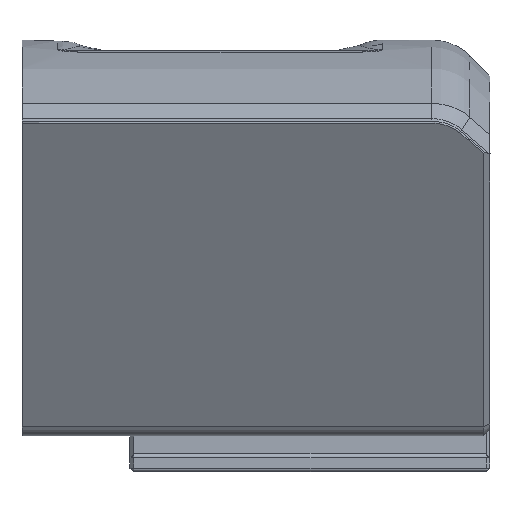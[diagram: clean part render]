
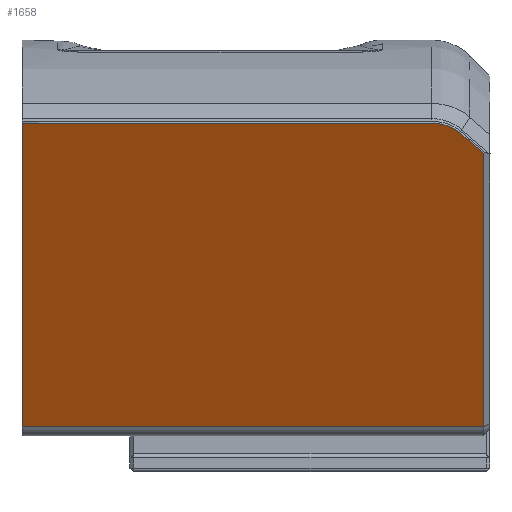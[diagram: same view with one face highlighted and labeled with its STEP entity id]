
A CAD part, left-side view. The second image highlights one B-rep face of the part: STEP entity #1658.
In plain terms, the highlighted planar face has unit normal (-0.866, 0, -0.5).
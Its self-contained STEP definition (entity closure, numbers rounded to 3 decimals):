
#79 = ORIENTED_EDGE ( 'NONE', *, *, #3505, .T. ) ;
#226 = EDGE_CURVE ( 'NONE', #5655, #1473, #4373, .T. ) ;
#244 = CARTESIAN_POINT ( 'NONE',  ( -24.306, 130., 42.5 ) ) ;
#303 = CARTESIAN_POINT ( 'NONE',  ( -71.608, 8.637, 124.429 ) ) ;
#455 = LINE ( 'NONE', #1346, #786 ) ;
#504 = VECTOR ( 'NONE', #721, 1000. ) ;
#602 = VECTOR ( 'NONE', #1969, 1000. ) ;
#669 = VERTEX_POINT ( 'NONE', #1597 ) ;
#700 = CARTESIAN_POINT ( 'NONE',  ( -72.956, 14.333, 126.763 ) ) ;
#721 = DIRECTION ( 'NONE',  ( 0., 1., 0. ) ) ;
#786 = VECTOR ( 'NONE', #4094, 1000. ) ;
#1346 = CARTESIAN_POINT ( 'NONE',  ( 0.173, 1.8, 0.1 ) ) ;
#1473 = VERTEX_POINT ( 'NONE', #5276 ) ;
#1545 = CARTESIAN_POINT ( 'NONE',  ( -73.03, 130., 126.892 ) ) ;
#1590 = CARTESIAN_POINT ( 'NONE',  ( -66.041, -2.515, 114.787 ) ) ;
#1597 = CARTESIAN_POINT ( 'NONE',  ( -68.2, 1.8, 118.527 ) ) ;
#1639 = VECTOR ( 'NONE', #3236, 1000. ) ;
#1658 = ADVANCED_FACE ( 'NONE', ( #4465 ), #5837, .F. ) ;
#1807 = DIRECTION ( 'NONE',  ( 0.866, 0., 0.5 ) ) ;
#1950 = ORIENTED_EDGE ( 'NONE', *, *, #3106, .F. ) ;
#1969 = DIRECTION ( 'NONE',  ( -0.354, 0.707, 0.613 ) ) ;
#2113 = CARTESIAN_POINT ( 'NONE',  ( -71.958, 9.521, 125.036 ) ) ;
#2192 = ORIENTED_EDGE ( 'NONE', *, *, #226, .T. ) ;
#2475 = CARTESIAN_POINT ( 'NONE',  ( -73.021, 15.454, 126.875 ) ) ;
#2534 = CARTESIAN_POINT ( 'NONE',  ( -72.846, 13.233, 126.573 ) ) ;
#2713 = CARTESIAN_POINT ( 'NONE',  ( -24.306, 0., 42.5 ) ) ;
#2775 = LINE ( 'NONE', #2713, #4972 ) ;
#2841 = EDGE_LOOP ( 'NONE', ( #2192, #4566, #1950, #4450, #79, #4585 ) ) ;
#2866 = LINE ( 'NONE', #1590, #602 ) ;
#2957 = CARTESIAN_POINT ( 'NONE',  ( -73.03, 16.213, 126.892 ) ) ;
#2984 = CARTESIAN_POINT ( 'NONE',  ( -72.27, 10.454, 125.575 ) ) ;
#3106 = EDGE_CURVE ( 'NONE', #3722, #4785, #4606, .T. ) ;
#3236 = DIRECTION ( 'NONE',  ( -0.5, 0., 0.866 ) ) ;
#3322 = LINE ( 'NONE', #4441, #504 ) ;
#3414 = CARTESIAN_POINT ( 'NONE',  ( -72.737, 12.515, 126.385 ) ) ;
#3505 = EDGE_CURVE ( 'NONE', #4847, #669, #455, .T. ) ;
#3508 = EDGE_CURVE ( 'NONE', #3722, #4847, #2775, .T. ) ;
#3722 = VERTEX_POINT ( 'NONE', #244 ) ;
#3757 = CARTESIAN_POINT ( 'NONE',  ( -71.346, 8.088, 123.975 ) ) ;
#3798 = EDGE_CURVE ( 'NONE', #669, #5655, #2866, .T. ) ;
#3886 = CARTESIAN_POINT ( 'NONE',  ( -73.03, 15.834, 126.892 ) ) ;
#3905 = EDGE_CURVE ( 'NONE', #1473, #4785, #3322, .T. ) ;
#3943 = CARTESIAN_POINT ( 'NONE',  ( -71.847, 9.22, 124.842 ) ) ;
#4094 = DIRECTION ( 'NONE',  ( -0.5, 0., 0.866 ) ) ;
#4361 = CARTESIAN_POINT ( 'NONE',  ( -72.983, 14.704, 126.811 ) ) ;
#4373 = B_SPLINE_CURVE_WITH_KNOTS ( 'NONE', 3,
 ( #5284, #4389, #303, #3943, #2113, #2984, #5228, #3414, #2534, #700, #4361, #2475, #3886, #2957 ),
 .UNSPECIFIED., .F., .F.,
 ( 4, 2, 2, 2, 2, 2, 4 ),
 ( 0., 0.001, 0.002, 0.005, 0.007, 0.008, 0.009 ),
 .UNSPECIFIED. ) ;
#4389 = CARTESIAN_POINT ( 'NONE',  ( -71.48, 8.356, 124.207 ) ) ;
#4441 = CARTESIAN_POINT ( 'NONE',  ( -73.03, 130., 126.892 ) ) ;
#4450 = ORIENTED_EDGE ( 'NONE', *, *, #3508, .T. ) ;
#4465 = FACE_OUTER_BOUND ( 'NONE', #2841, .T. ) ;
#4551 = DIRECTION ( 'NONE',  ( 0.5, 0., -0.866 ) ) ;
#4566 = ORIENTED_EDGE ( 'NONE', *, *, #3905, .T. ) ;
#4585 = ORIENTED_EDGE ( 'NONE', *, *, #3798, .T. ) ;
#4595 = DIRECTION ( 'NONE',  ( 0., -1., 0. ) ) ;
#4606 = LINE ( 'NONE', #5436, #1639 ) ;
#4785 = VERTEX_POINT ( 'NONE', #1545 ) ;
#4847 = VERTEX_POINT ( 'NONE', #5745 ) ;
#4972 = VECTOR ( 'NONE', #4595, 1000. ) ;
#5228 = CARTESIAN_POINT ( 'NONE',  ( -72.447, 11.115, 125.882 ) ) ;
#5276 = CARTESIAN_POINT ( 'NONE',  ( -73.03, 16.213, 126.892 ) ) ;
#5284 = CARTESIAN_POINT ( 'NONE',  ( -71.346, 8.088, 123.975 ) ) ;
#5384 = AXIS2_PLACEMENT_3D ( 'NONE', #5415, #1807, #4551 ) ;
#5415 = CARTESIAN_POINT ( 'NONE',  ( 0.173, 130., 0.1 ) ) ;
#5436 = CARTESIAN_POINT ( 'NONE',  ( 0.173, 130., 0.1 ) ) ;
#5655 = VERTEX_POINT ( 'NONE', #3757 ) ;
#5745 = CARTESIAN_POINT ( 'NONE',  ( -24.306, 1.8, 42.5 ) ) ;
#5837 = PLANE ( 'NONE',  #5384 ) ;
